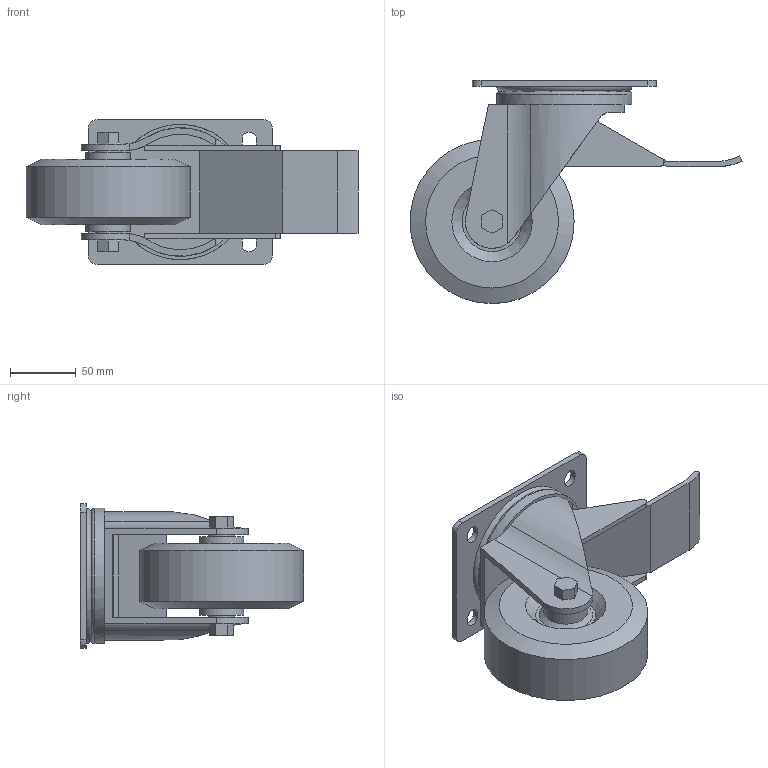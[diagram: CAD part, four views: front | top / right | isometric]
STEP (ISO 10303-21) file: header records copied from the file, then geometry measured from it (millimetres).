
FILE_DESCRIPTION(/* description */ ('STEP AP203'),/* implementation_level */ '2;1');
FILE_NAME(/* name */ 'K1768.1255020',/* time_stamp */ '2025-06-24T16:13:07+02:00',/* author */ ('License CC BY-ND 4.0'),/* organization */ ('CADENAS'),/* preprocessor_version */ 'ST-DEVELOPER v19.3',/* originating_system */ 'PARTsolutions',/* authorisation */ ' ');
FILE_SCHEMA (('CONFIG_CONTROL_DESIGN'));
Length unit declared in the file: millimetre
Products named in the file (1): K1768.1255020
Bounding box: 252.83 x 170 x 110 mm (x, y, z)
Volume: 930635.6 mm3; surface area: 145090.5 mm2
Topology: 1 solids, 1 shells, 104 faces, 275 edges, 181 vertices
Faces by surface type: plane 62, cylinder 34, cone 6, torus 2
Full cylindrical faces by diameter (mm): 20.02 x2, 33.75 x2, 103.04 x1, 125 x1
Entity records: 3221 total; most frequent: CARTESIAN_POINT 578, DIRECTION 548, ORIENTED_EDGE 520, EDGE_CURVE 260, AXIS2_PLACEMENT_3D 191, VERTEX_POINT 180, LINE 166, VECTOR 166
